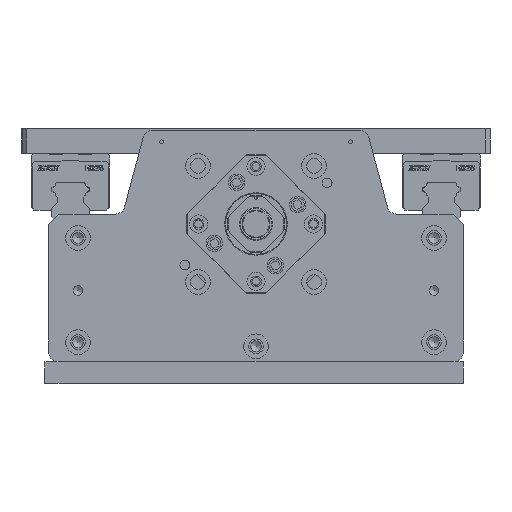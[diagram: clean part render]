
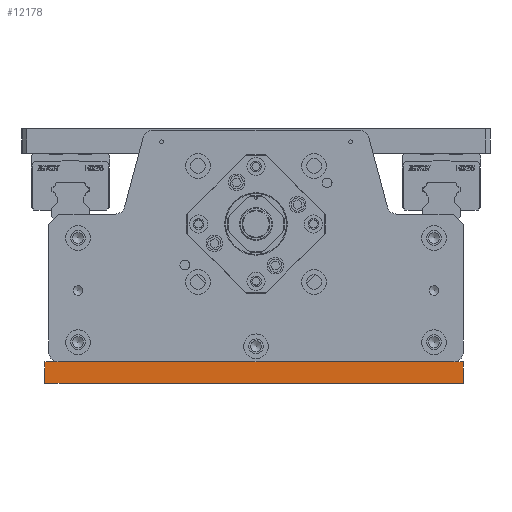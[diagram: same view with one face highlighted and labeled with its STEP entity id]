
A CAD part, front view. The second image highlights one B-rep face of the part: STEP entity #12178.
In plain terms, the highlighted planar face has unit normal (0, -1, 0).
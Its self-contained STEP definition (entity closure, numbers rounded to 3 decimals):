
#7348=CARTESIAN_POINT('',(246.5,-651.,0.));
#7349=VERTEX_POINT('',#7348);
#7557=CARTESIAN_POINT('',(6.,-651.,0.));
#7558=VERTEX_POINT('',#7557);
#12041=CARTESIAN_POINT('',(6.,-651.,0.));
#12042=DIRECTION('',(1.0,0.0,0.0));
#12043=VECTOR('',#12042,240.5);
#12044=LINE('',#12041,#12043);
#12045=EDGE_CURVE('',#7558,#7349,#12044,.T.);
#12115=CARTESIAN_POINT('',(252.5,-651.,-13.));
#12116=VERTEX_POINT('',#12115);
#12124=CARTESIAN_POINT('',(252.5,-651.,0.));
#12125=VERTEX_POINT('',#12124);
#12132=CARTESIAN_POINT('',(252.5,-651.,-13.));
#12133=DIRECTION('',(0.0,0.0,1.0));
#12134=VECTOR('',#12133,13.);
#12135=LINE('',#12132,#12134);
#12136=EDGE_CURVE('',#12116,#12125,#12135,.T.);
#12141=CARTESIAN_POINT('',(-7.5,-651.,-15.));
#12142=DIRECTION('',(0.0,-1.0,0.0));
#12143=DIRECTION('',(1.0,0.0,0.0));
#12144=AXIS2_PLACEMENT_3D('',#12141,#12142,#12143);
#12145=PLANE('',#12144);
#12146=CARTESIAN_POINT('',(-2.25,-651.,0.));
#12147=VERTEX_POINT('',#12146);
#12148=CARTESIAN_POINT('',(-2.25,-651.,-13.));
#12149=VERTEX_POINT('',#12148);
#12150=CARTESIAN_POINT('',(-2.25,-651.,0.));
#12151=DIRECTION('',(0.0,0.0,-1.0));
#12152=VECTOR('',#12151,13.);
#12153=LINE('',#12150,#12152);
#12154=EDGE_CURVE('',#12147,#12149,#12153,.T.);
#12155=ORIENTED_EDGE('',*,*,#12154,.T.);
#12156=CARTESIAN_POINT('',(-2.25,-651.,-13.));
#12157=DIRECTION('',(1.0,0.0,0.0));
#12158=VECTOR('',#12157,254.75);
#12159=LINE('',#12156,#12158);
#12160=EDGE_CURVE('',#12149,#12116,#12159,.T.);
#12161=ORIENTED_EDGE('',*,*,#12160,.T.);
#12162=ORIENTED_EDGE('',*,*,#12136,.T.);
#12163=CARTESIAN_POINT('',(246.5,-651.,0.));
#12164=DIRECTION('',(1.0,0.0,0.0));
#12165=VECTOR('',#12164,6.);
#12166=LINE('',#12163,#12165);
#12167=EDGE_CURVE('',#7349,#12125,#12166,.T.);
#12168=ORIENTED_EDGE('',*,*,#12167,.F.);
#12169=ORIENTED_EDGE('',*,*,#12045,.F.);
#12170=CARTESIAN_POINT('',(-2.25,-651.,0.));
#12171=DIRECTION('',(1.0,0.0,0.0));
#12172=VECTOR('',#12171,8.25);
#12173=LINE('',#12170,#12172);
#12174=EDGE_CURVE('',#12147,#7558,#12173,.T.);
#12175=ORIENTED_EDGE('',*,*,#12174,.F.);
#12176=EDGE_LOOP('',(#12155,#12161,#12162,#12168,#12169,#12175));
#12177=FACE_OUTER_BOUND('',#12176,.T.);
#12178=ADVANCED_FACE('',(#12177),#12145,.T.);
